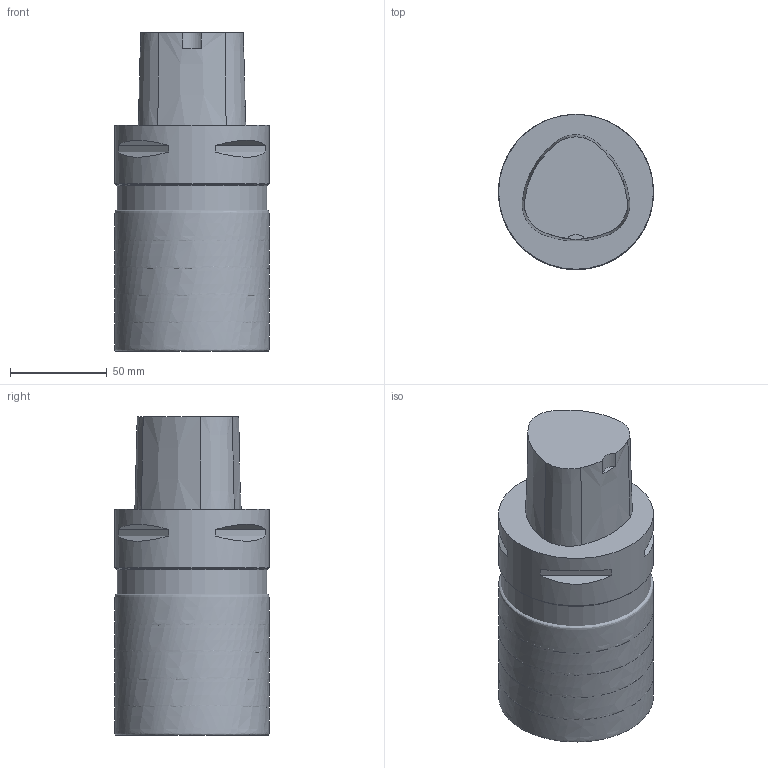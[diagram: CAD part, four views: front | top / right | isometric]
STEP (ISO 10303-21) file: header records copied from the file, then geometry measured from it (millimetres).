
FILE_DESCRIPTION(/* description */ (''),/* implementation_level */ '2;1');
FILE_NAME(/* name */ '1589196016446.stp',/* time_stamp */ '2020-05-11T16:50:40+05:00',/* author */ (''),/* organization */ ('SMS'),/* preprocessor_version */ 'ST-DEVELOPER v16.7',/* originating_system */ 'SIEMENS PLM Software NX 12.0',/* authorisation */ '');
FILE_SCHEMA (('AUTOMOTIVE_DESIGN { 1 0 10303 214 3 1 1 1 }'));
Products named in the file (4): ASSEMBLY_CONSTRUCTION; 202613864mod000_01; 202976361mod000_00; 202976362mod000_00
Assembly tree (7 placements, depth 2):
  202976362mod000_00
    202976361mod000_00
    202613864mod000_01  x5
    ASSEMBLY_CONSTRUCTION
Bounding box: 80.03 x 80.03 x 164.69 mm (x, y, z)
Volume: 851926.6 mm3; surface area: 105189.5 mm2
Topology: 6 solids, 6 shells, 50 faces, 111 edges, 100 vertices
Faces by surface type: cone 20, plane 18, bspline 5, torus 4, cylinder 3
Full cylindrical faces by diameter (mm): 77.311 x1, 80 x1
Entity records: 38137 total; most frequent: CARTESIAN_POINT 36800, DIRECTION 264, ORIENTED_EDGE 142, AXIS2_PLACEMENT_3D 121, EDGE_LOOP 72, EDGE_CURVE 71, VERTEX_POINT 60, FACE_BOUND 55
